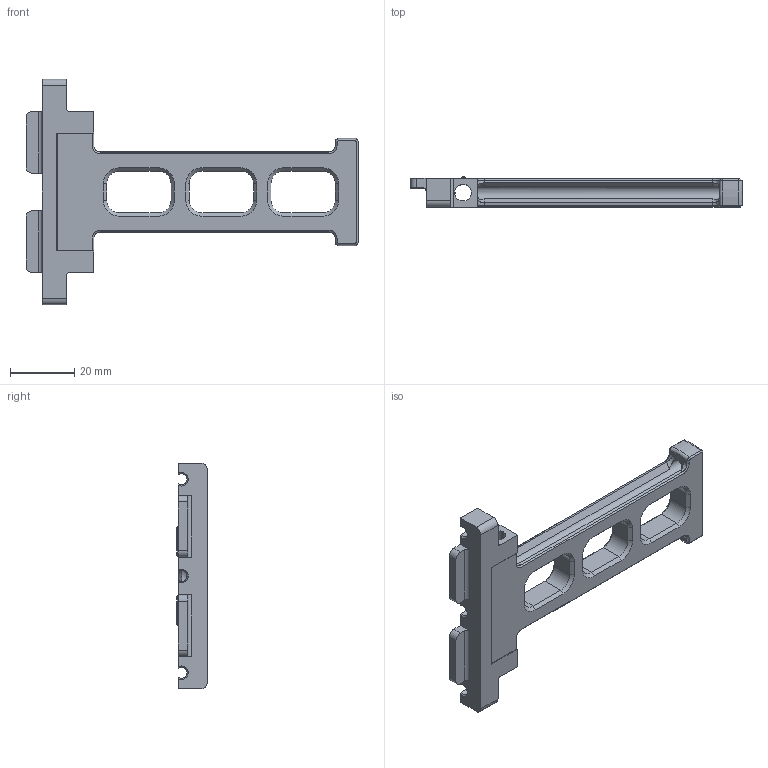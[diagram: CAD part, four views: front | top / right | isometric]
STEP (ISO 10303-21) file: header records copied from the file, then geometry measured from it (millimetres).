
FILE_DESCRIPTION (( 'STEP AP214' ), '1' );
FILE_NAME ('Spool_Holder_V0_Rotatable.STEP', '2022-01-29T19:51:35', ( '' ), ( '' ), 'SwSTEP 2.0', 'SolidWorks 2020', '' );
FILE_SCHEMA (( 'AUTOMOTIVE_DESIGN' ));
Length unit declared in the file: millimetre
Products named in the file (1): Spool_Holder_V0_Rotatable
Bounding box: 103 x 9.5 x 70 mm (x, y, z)
Volume: 16963.3 mm3; surface area: 11800.5 mm2
Topology: 2 solids, 2 shells, 290 faces, 770 edges, 478 vertices
Faces by surface type: plane 107, cylinder 83, bspline 39, cone 36, sphere 13, torus 12
Full cylindrical faces by diameter (mm): 4.2 x2, 5.4 x1
Entity records: 15316 total; most frequent: CARTESIAN_POINT 8041, ORIENTED_EDGE 1460, DIRECTION 1287, EDGE_CURVE 730, AXIS2_PLACEMENT_3D 471, VERTEX_POINT 460, LINE 345, VECTOR 345
